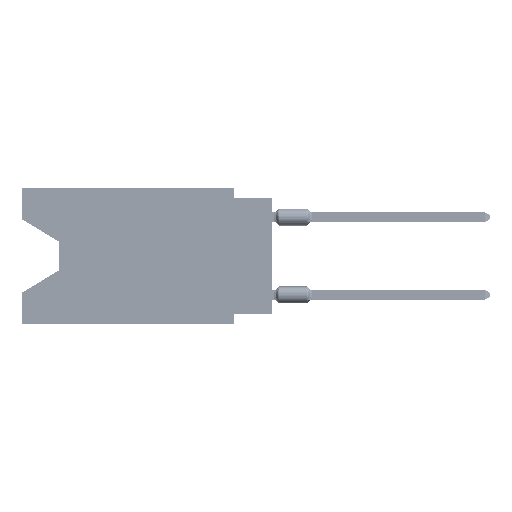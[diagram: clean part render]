
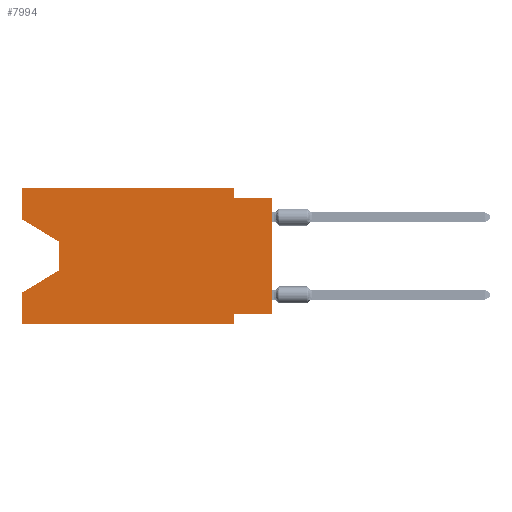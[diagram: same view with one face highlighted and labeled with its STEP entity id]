
A CAD part, left-side view. The second image highlights one B-rep face of the part: STEP entity #7994.
In plain terms, the highlighted planar face has unit normal (-1, 0, 0).
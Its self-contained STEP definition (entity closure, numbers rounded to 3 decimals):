
#13 = VECTOR ( 'NONE', #47439, 1000. ) ;
#1492 = EDGE_CURVE ( 'NONE', #31078, #58764, #71733, .T. ) ;
#1678 = ORIENTED_EDGE ( 'NONE', *, *, #45935, .F. ) ;
#2598 = DIRECTION ( 'NONE',  ( 0., 0.855, -0.519 ) ) ;
#2603 = ORIENTED_EDGE ( 'NONE', *, *, #72604, .T. ) ;
#2715 = CARTESIAN_POINT ( 'NONE',  ( 0., 16.383, 0. ) ) ;
#3005 = LINE ( 'NONE', #27290, #27559 ) ;
#3321 = CARTESIAN_POINT ( 'NONE',  ( 0., 16.383, 0. ) ) ;
#6688 = VECTOR ( 'NONE', #46547, 1000. ) ;
#7014 = VECTOR ( 'NONE', #63006, 1000. ) ;
#7994 = ADVANCED_FACE ( 'NONE', ( #38038 ), #61536, .F. ) ;
#9036 = EDGE_CURVE ( 'NONE', #79037, #12265, #76558, .T. ) ;
#9495 = CARTESIAN_POINT ( 'NONE',  ( 0., 2.54, 0. ) ) ;
#10340 = EDGE_CURVE ( 'NONE', #68739, #79037, #78977, .T. ) ;
#10461 = VERTEX_POINT ( 'NONE', #54299 ) ;
#11303 = CARTESIAN_POINT ( 'NONE',  ( 0., 2.54, -8.255 ) ) ;
#11710 = EDGE_CURVE ( 'NONE', #75946, #32371, #50489, .T. ) ;
#12265 = VERTEX_POINT ( 'NONE', #9495 ) ;
#12289 = EDGE_CURVE ( 'NONE', #58764, #61033, #3005, .T. ) ;
#13905 = ORIENTED_EDGE ( 'NONE', *, *, #10340, .F. ) ;
#14738 = VERTEX_POINT ( 'NONE', #53616 ) ;
#15200 = EDGE_CURVE ( 'NONE', #12265, #10461, #61182, .T. ) ;
#16894 = LINE ( 'NONE', #59802, #35058 ) ;
#17090 = CARTESIAN_POINT ( 'NONE',  ( 0., 2.54, 0. ) ) ;
#18425 = CARTESIAN_POINT ( 'NONE',  ( 0., 16.383, -2.038 ) ) ;
#19811 = EDGE_CURVE ( 'NONE', #68739, #31078, #33740, .T. ) ;
#21067 = CARTESIAN_POINT ( 'NONE',  ( 0., 16.383, -6.852 ) ) ;
#21597 = ORIENTED_EDGE ( 'NONE', *, *, #52482, .F. ) ;
#22170 = VECTOR ( 'NONE', #75165, 1000. ) ;
#22724 = EDGE_LOOP ( 'NONE', ( #32353, #46085, #38798, #76423, #2603, #39464, #21597, #78834, #1678, #36512, #57826, #13905 ) ) ;
#24056 = CARTESIAN_POINT ( 'NONE',  ( 0., 0., -8.255 ) ) ;
#24488 = VECTOR ( 'NONE', #28011, 1000. ) ;
#26828 = CARTESIAN_POINT ( 'NONE',  ( 0., 13.97, -3.505 ) ) ;
#27137 = VERTEX_POINT ( 'NONE', #73884 ) ;
#27290 = CARTESIAN_POINT ( 'NONE',  ( 0., 13.97, -5.385 ) ) ;
#27559 = VECTOR ( 'NONE', #2598, 1000. ) ;
#27917 = CARTESIAN_POINT ( 'NONE',  ( 0., 0., 0. ) ) ;
#28011 = DIRECTION ( 'NONE',  ( 0., -1., 0. ) ) ;
#29687 = VERTEX_POINT ( 'NONE', #24056 ) ;
#30790 = DIRECTION ( 'NONE',  ( 1., 0., 0. ) ) ;
#31078 = VERTEX_POINT ( 'NONE', #37777 ) ;
#32353 = ORIENTED_EDGE ( 'NONE', *, *, #19811, .T. ) ;
#32371 = VERTEX_POINT ( 'NONE', #44341 ) ;
#33504 = EDGE_CURVE ( 'NONE', #29687, #27137, #58684, .T. ) ;
#33740 = LINE ( 'NONE', #72178, #74549 ) ;
#34141 = VECTOR ( 'NONE', #73709, 1000. ) ;
#35058 = VECTOR ( 'NONE', #41570, 1000. ) ;
#36512 = ORIENTED_EDGE ( 'NONE', *, *, #15200, .F. ) ;
#36845 = EDGE_CURVE ( 'NONE', #14738, #61033, #73790, .T. ) ;
#36982 = CARTESIAN_POINT ( 'NONE',  ( 0., 0., -0.635 ) ) ;
#37777 = CARTESIAN_POINT ( 'NONE',  ( 0., 13.97, -3.505 ) ) ;
#38038 = FACE_OUTER_BOUND ( 'NONE', #22724, .T. ) ;
#38798 = ORIENTED_EDGE ( 'NONE', *, *, #12289, .T. ) ;
#39464 = ORIENTED_EDGE ( 'NONE', *, *, #11710, .F. ) ;
#41570 = DIRECTION ( 'NONE',  ( 0., 1., 0. ) ) ;
#42556 = CARTESIAN_POINT ( 'NONE',  ( 0., 16.383, 0. ) ) ;
#42931 = CARTESIAN_POINT ( 'NONE',  ( 0., 16.383, 0. ) ) ;
#43326 = DIRECTION ( 'NONE',  ( 0., 0., -1. ) ) ;
#44341 = CARTESIAN_POINT ( 'NONE',  ( 0., 2.54, -8.89 ) ) ;
#44549 = VECTOR ( 'NONE', #51516, 1000. ) ;
#44803 = CARTESIAN_POINT ( 'NONE',  ( 0., 16.383, -8.89 ) ) ;
#45935 = EDGE_CURVE ( 'NONE', #10461, #27137, #67344, .T. ) ;
#46085 = ORIENTED_EDGE ( 'NONE', *, *, #1492, .T. ) ;
#46547 = DIRECTION ( 'NONE',  ( 0., 0., 1. ) ) ;
#46714 = VECTOR ( 'NONE', #48343, 1000. ) ;
#47439 = DIRECTION ( 'NONE',  ( 0., 0., 1. ) ) ;
#48343 = DIRECTION ( 'NONE',  ( 0., -1., 0. ) ) ;
#50489 = LINE ( 'NONE', #57745, #22170 ) ;
#51516 = DIRECTION ( 'NONE',  ( 0., 0., -1. ) ) ;
#52482 = EDGE_CURVE ( 'NONE', #29687, #75946, #16894, .T. ) ;
#53616 = CARTESIAN_POINT ( 'NONE',  ( 0., 16.383, -8.89 ) ) ;
#54299 = CARTESIAN_POINT ( 'NONE',  ( 0., 2.54, -0.635 ) ) ;
#57745 = CARTESIAN_POINT ( 'NONE',  ( 0., 2.54, -8.89 ) ) ;
#57826 = ORIENTED_EDGE ( 'NONE', *, *, #9036, .F. ) ;
#58432 = DIRECTION ( 'NONE',  ( 0., -0.855, -0.519 ) ) ;
#58684 = LINE ( 'NONE', #27917, #6688 ) ;
#58764 = VERTEX_POINT ( 'NONE', #74783 ) ;
#59802 = CARTESIAN_POINT ( 'NONE',  ( 0., 0., -8.255 ) ) ;
#61033 = VERTEX_POINT ( 'NONE', #21067 ) ;
#61182 = LINE ( 'NONE', #17090, #34141 ) ;
#61536 = PLANE ( 'NONE',  #66992 ) ;
#63006 = DIRECTION ( 'NONE',  ( 0., -1., 0. ) ) ;
#63797 = LINE ( 'NONE', #44803, #7014 ) ;
#66534 = DIRECTION ( 'NONE',  ( 0., 0., 1. ) ) ;
#66992 = AXIS2_PLACEMENT_3D ( 'NONE', #42931, #30790, #43326 ) ;
#67344 = LINE ( 'NONE', #36982, #46714 ) ;
#68739 = VERTEX_POINT ( 'NONE', #18425 ) ;
#71733 = LINE ( 'NONE', #26828, #44549 ) ;
#72178 = CARTESIAN_POINT ( 'NONE',  ( 0., 16.383, -2.038 ) ) ;
#72604 = EDGE_CURVE ( 'NONE', #14738, #32371, #63797, .T. ) ;
#72996 = CARTESIAN_POINT ( 'NONE',  ( 0., 16.383, 0. ) ) ;
#73709 = DIRECTION ( 'NONE',  ( 0., 0., -1. ) ) ;
#73790 = LINE ( 'NONE', #72996, #74111 ) ;
#73884 = CARTESIAN_POINT ( 'NONE',  ( 0., 0., -0.635 ) ) ;
#74111 = VECTOR ( 'NONE', #66534, 1000. ) ;
#74549 = VECTOR ( 'NONE', #58432, 1000. ) ;
#74783 = CARTESIAN_POINT ( 'NONE',  ( 0., 13.97, -5.385 ) ) ;
#75165 = DIRECTION ( 'NONE',  ( 0., 0., -1. ) ) ;
#75946 = VERTEX_POINT ( 'NONE', #11303 ) ;
#76423 = ORIENTED_EDGE ( 'NONE', *, *, #36845, .F. ) ;
#76558 = LINE ( 'NONE', #3321, #24488 ) ;
#78834 = ORIENTED_EDGE ( 'NONE', *, *, #33504, .T. ) ;
#78977 = LINE ( 'NONE', #42556, #13 ) ;
#79037 = VERTEX_POINT ( 'NONE', #2715 ) ;
